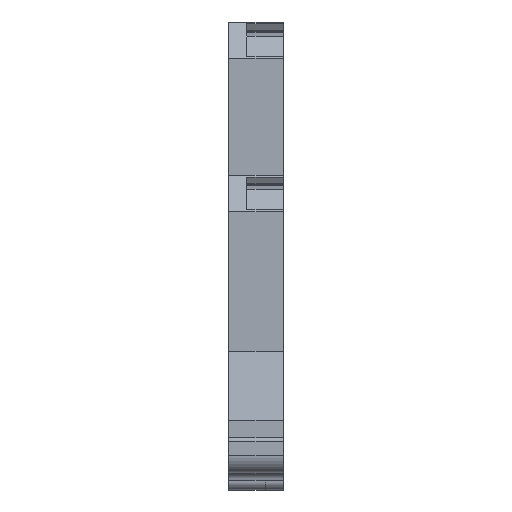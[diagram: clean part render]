
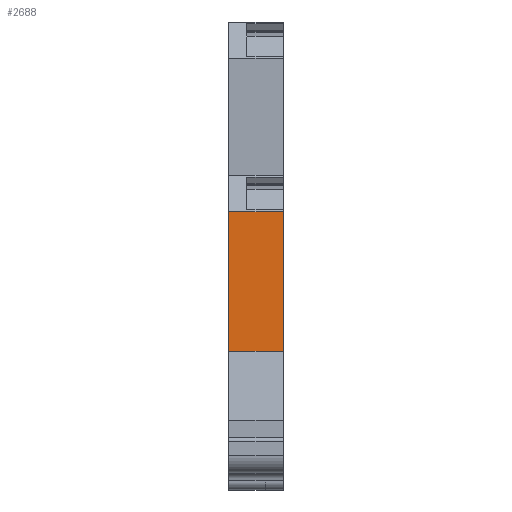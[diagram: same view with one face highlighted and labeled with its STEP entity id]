
A CAD part, front view. The second image highlights one B-rep face of the part: STEP entity #2688.
In plain terms, the highlighted planar face has unit normal (0, -1, 0).
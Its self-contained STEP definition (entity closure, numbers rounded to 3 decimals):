
#2668=AXIS2_PLACEMENT_3D('Plane Axis2P3D',#2665,#2666,#2667) ;
#855=CARTESIAN_POINT('Line Origine',(3.,0.,15.35)) ;
#859=CARTESIAN_POINT('Vertex',(0.,0.,15.35)) ;
#861=CARTESIAN_POINT('Vertex',(6.,0.,15.35)) ;
#1416=CARTESIAN_POINT('Line Origine',(0.,0.,23.1)) ;
#1420=CARTESIAN_POINT('Vertex',(0.,0.,30.85)) ;
#2665=CARTESIAN_POINT('Axis2P3D Location',(0.,0.,51.85)) ;
#2670=CARTESIAN_POINT('Line Origine',(6.,0.,23.1)) ;
#2674=CARTESIAN_POINT('Vertex',(6.,0.,30.85)) ;
#2677=CARTESIAN_POINT('Line Origine',(3.,0.,30.85)) ;
#856=DIRECTION('Vector Direction',(1.,0.,0.)) ;
#1417=DIRECTION('Vector Direction',(0.,0.,-1.)) ;
#2666=DIRECTION('Axis2P3D Direction',(0.,-1.,0.)) ;
#2667=DIRECTION('Axis2P3D XDirection',(0.,0.,-1.)) ;
#2671=DIRECTION('Vector Direction',(0.,0.,-1.)) ;
#2678=DIRECTION('Vector Direction',(1.,0.,0.)) ;
#857=VECTOR('Line Direction',#856,1.) ;
#1418=VECTOR('Line Direction',#1417,1.) ;
#2672=VECTOR('Line Direction',#2671,1.) ;
#2679=VECTOR('Line Direction',#2678,1.) ;
#2683=ORIENTED_EDGE('',*,*,#2676,.F.) ;
#2684=ORIENTED_EDGE('',*,*,#2681,.F.) ;
#2685=ORIENTED_EDGE('',*,*,#1422,.T.) ;
#2686=ORIENTED_EDGE('',*,*,#863,.T.) ;
#2688=ADVANCED_FACE('Hauptk\X2\00F6\X0\rper',(#2687),#2669,.T.) ;
#863=EDGE_CURVE('',#860,#862,#858,.T.) ;
#1422=EDGE_CURVE('',#1421,#860,#1419,.T.) ;
#2676=EDGE_CURVE('',#2675,#862,#2673,.T.) ;
#2681=EDGE_CURVE('',#1421,#2675,#2680,.T.) ;
#2682=EDGE_LOOP('',(#2683,#2684,#2685,#2686)) ;
#2687=FACE_OUTER_BOUND('',#2682,.T.) ;
#858=LINE('Line',#855,#857) ;
#1419=LINE('Line',#1416,#1418) ;
#2673=LINE('Line',#2670,#2672) ;
#2680=LINE('Line',#2677,#2679) ;
#2669=PLANE('',#2668) ;
#860=VERTEX_POINT('',#859) ;
#862=VERTEX_POINT('',#861) ;
#1421=VERTEX_POINT('',#1420) ;
#2675=VERTEX_POINT('',#2674) ;
